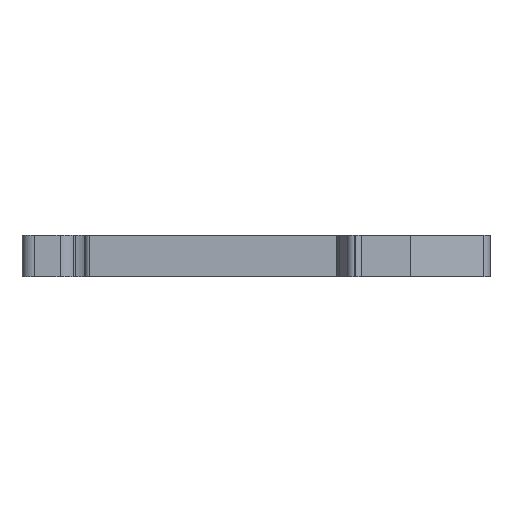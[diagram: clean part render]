
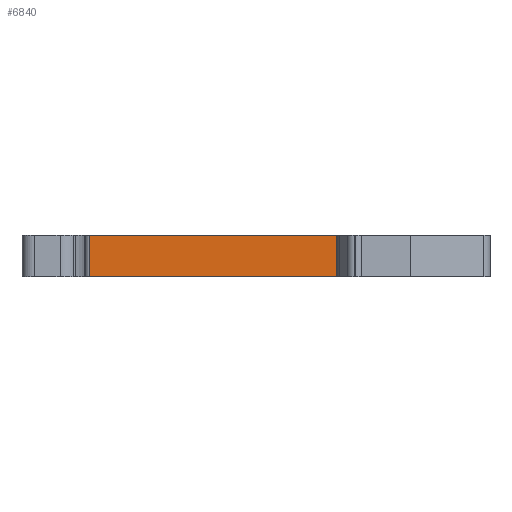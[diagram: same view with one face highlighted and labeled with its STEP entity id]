
A CAD part, front view. The second image highlights one B-rep face of the part: STEP entity #6840.
In plain terms, the highlighted face is planar.
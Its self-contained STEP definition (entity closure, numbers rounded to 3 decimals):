
#3460=CARTESIAN_POINT('',(49.63,-4.604,
-5.6));
#3470=VERTEX_POINT('',#3460);
#3500=CARTESIAN_POINT('',(49.63,-4.604,
-0.45));
#3510=DIRECTION('',(0.,0.,-1.));
#3520=VECTOR('',#3510,1.);
#3530=LINE('',#3500,#3520);
#3540=CARTESIAN_POINT('',(49.63,-4.604,
-0.45));
#3550=VERTEX_POINT('',#3540);
#3560=EDGE_CURVE('',#3550,#3470,#3530,.T.);
#6540=CARTESIAN_POINT('',(16.724,-8.644,
-0.45));
#6550=DIRECTION('',(0.122,-0.993,0.));
#6560=DIRECTION('',(-0.993,-0.122,0.));
#6570=AXIS2_PLACEMENT_3D('',#6540,#6550,#6560);
#6580=PLANE('',#6570);
#6590=ORIENTED_EDGE('',*,*,#3560,.F.);
#6600=CARTESIAN_POINT('',(0.,-10.698,-5.6));
#6610=DIRECTION('',(-0.993,-0.122,0.));
#6620=VECTOR('',#6610,1.);
#6630=LINE('',#6600,#6620);
#6640=CARTESIAN_POINT('',(16.724,-8.644,
-5.6));
#6650=VERTEX_POINT('',#6640);
#6660=EDGE_CURVE('',#3470,#6650,#6630,.T.);
#6670=ORIENTED_EDGE('',*,*,#6660,.F.);
#6680=CARTESIAN_POINT('',(16.724,-8.644,
-0.45));
#6690=DIRECTION('',(0.,0.,-1.));
#6700=VECTOR('',#6690,1.);
#6710=LINE('',#6680,#6700);
#6720=CARTESIAN_POINT('',(16.724,-8.644,
-0.45));
#6730=VERTEX_POINT('',#6720);
#6740=EDGE_CURVE('',#6730,#6650,#6710,.T.);
#6750=ORIENTED_EDGE('',*,*,#6740,.T.);
#6760=CARTESIAN_POINT('',(0.,-10.698,-0.45));
#6770=DIRECTION('',(-0.993,-0.122,0.));
#6780=VECTOR('',#6770,1.);
#6790=LINE('',#6760,#6780);
#6800=EDGE_CURVE('',#3550,#6730,#6790,.T.);
#6810=ORIENTED_EDGE('',*,*,#6800,.T.);
#6820=EDGE_LOOP('',(#6810,#6750,#6670,#6590));
#6830=FACE_OUTER_BOUND('',#6820,.T.);
#6840=ADVANCED_FACE('',(#6830),#6580,.T.);
